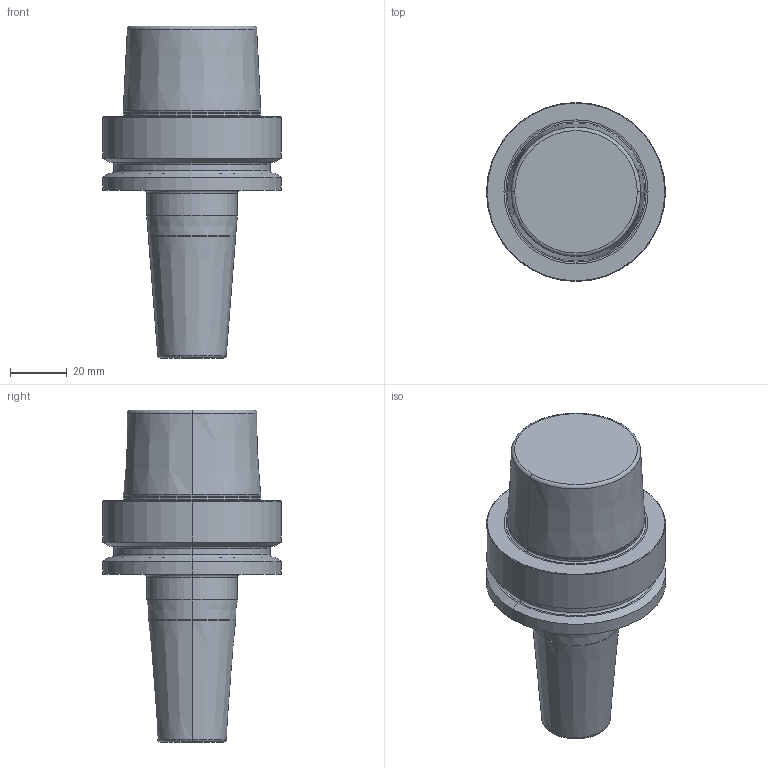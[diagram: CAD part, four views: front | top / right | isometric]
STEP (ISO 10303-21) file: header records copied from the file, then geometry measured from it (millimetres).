
FILE_DESCRIPTION((''),'2;1');
FILE_NAME('10083237','2017-06-02T',('bahnemannr'),(''),'PRO/ENGINEER BY PARAMETRIC TECHNOLOGY CORPORATION, 2011220','PRO/ENGINEER BY PARAMETRIC TECHNOLOGY CORPORATION, 2011220','');
FILE_SCHEMA(('AUTOMOTIVE_DESIGN_CC2 { 1 2 10303 214 -1 1 5 2 }'));
Length unit declared in the file: millimetre
Products named in the file (1): 10083237
Bounding box: 63 x 63 x 116.9 mm (x, y, z)
Volume: 167589.8 mm3; surface area: 24243.5 mm2
Topology: 2 solids, 2 shells, 57 faces, 110 edges, 64 vertices
Faces by surface type: cone 16, torus 16, cylinder 14, plane 11
Entity records: 1869 total; most frequent: DIRECTION 310, CARTESIAN_POINT 234, ORIENTED_EDGE 220, AXIS2_PLACEMENT_3D 140, PRESENTATION_STYLE_ASSIGNMENT 115, STYLED_ITEM 115, CURVE_STYLE 113, EDGE_CURVE 110
